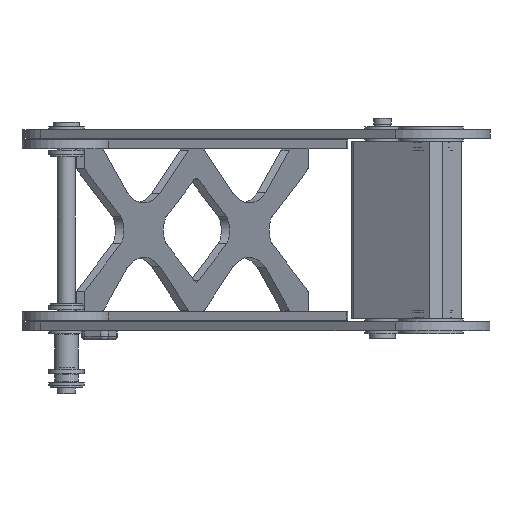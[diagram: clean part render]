
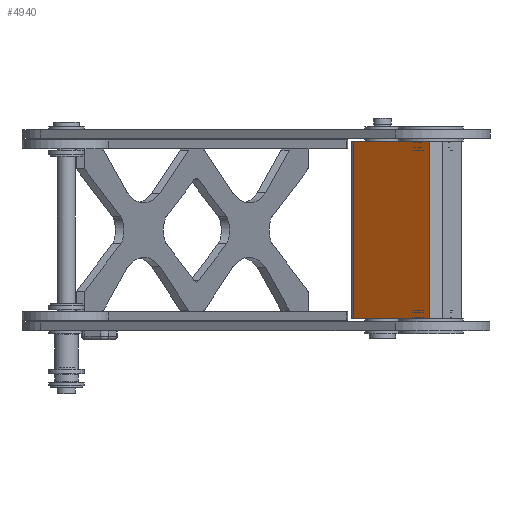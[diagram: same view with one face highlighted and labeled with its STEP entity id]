
A CAD part, left-side view. The second image highlights one B-rep face of the part: STEP entity #4940.
In plain terms, the highlighted face is planar.
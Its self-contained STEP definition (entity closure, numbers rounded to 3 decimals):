
#353=PLANE('',#5502);
#532=FACE_OUTER_BOUND('',#819,.T.);
#819=EDGE_LOOP('',(#3516,#3517,#3518,#3519));
#1194=LINE('',#7626,#1668);
#1201=LINE('',#7640,#1675);
#1202=LINE('',#7642,#1676);
#1203=LINE('',#7643,#1677);
#1668=VECTOR('',#6080,1000.);
#1675=VECTOR('',#6091,1000.);
#1676=VECTOR('',#6092,1000.);
#1677=VECTOR('',#6093,1000.);
#2355=VERTEX_POINT('',#7623);
#2356=VERTEX_POINT('',#7625);
#2361=VERTEX_POINT('',#7639);
#2362=VERTEX_POINT('',#7641);
#2813=EDGE_CURVE('',#2356,#2355,#1194,.T.);
#2820=EDGE_CURVE('',#2355,#2361,#1201,.T.);
#2821=EDGE_CURVE('',#2362,#2361,#1202,.T.);
#2822=EDGE_CURVE('',#2362,#2356,#1203,.T.);
#3516=ORIENTED_EDGE('',*,*,#2813,.T.);
#3517=ORIENTED_EDGE('',*,*,#2820,.T.);
#3518=ORIENTED_EDGE('',*,*,#2821,.F.);
#3519=ORIENTED_EDGE('',*,*,#2822,.T.);
#4940=ADVANCED_FACE('',(#532),#353,.F.);
#5502=AXIS2_PLACEMENT_3D('',#7638,#6089,#6090);
#6080=DIRECTION('',(-1.,0.,0.));
#6089=DIRECTION('center_axis',(0.,-1.,0.));
#6090=DIRECTION('ref_axis',(0.,0.,-1.));
#6091=DIRECTION('',(0.,0.,1.));
#6092=DIRECTION('',(-1.,0.,0.));
#6093=DIRECTION('',(0.,0.,-1.));
#7623=CARTESIAN_POINT('',(-87.442,26.284,-4.081));
#7625=CARTESIAN_POINT('',(-55.942,26.284,-4.081));
#7626=CARTESIAN_POINT('',(-90.442,26.284,-4.081));
#7638=CARTESIAN_POINT('Origin',(-90.442,26.284,55.919));
#7639=CARTESIAN_POINT('',(-87.442,26.284,55.919));
#7640=CARTESIAN_POINT('',(-87.442,26.284,55.919));
#7641=CARTESIAN_POINT('',(-55.942,26.284,55.919));
#7642=CARTESIAN_POINT('',(-90.442,26.284,55.919));
#7643=CARTESIAN_POINT('',(-55.942,26.284,55.919));
